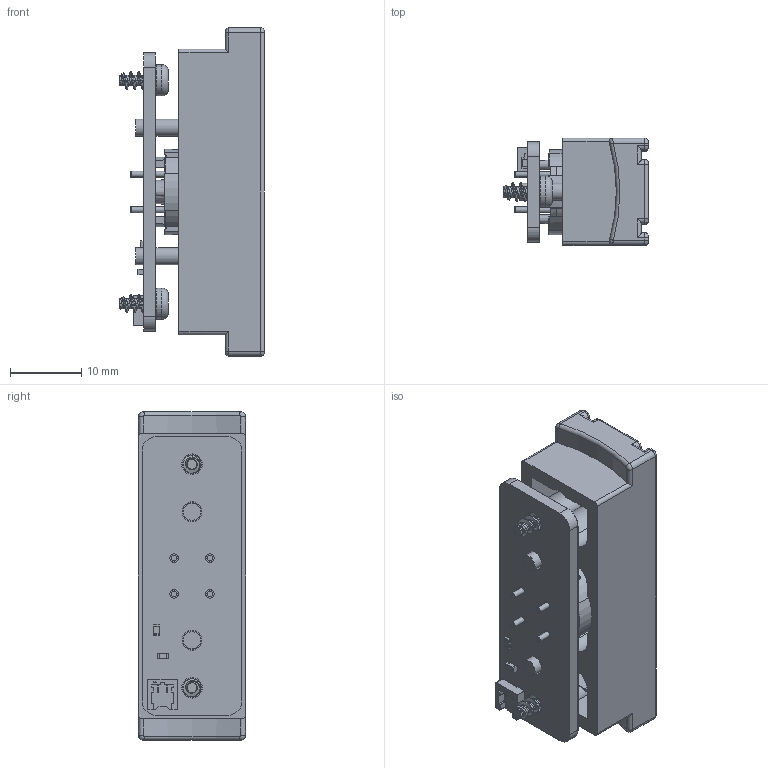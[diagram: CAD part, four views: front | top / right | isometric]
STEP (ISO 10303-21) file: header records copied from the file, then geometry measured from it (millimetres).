
FILE_DESCRIPTION(/* description */ (''),/* implementation_level */ '2;1');
FILE_NAME(/* name */ 'Power Button Cap.stp',/* time_stamp */ '2024-09-22T09:42:27-05:00',/* author */ (''),/* organization */ (''),/* preprocessor_version */ 'ST-DEVELOPER v20',/* originating_system */ 'Autodesk Translation Framework v13.20.0.188',/* authorisation */ '');
FILE_SCHEMA (('AUTOMOTIVE_DESIGN { 1 0 10303 214 3 1 1 }'));
Length unit declared in the file: millimetre
Products named in the file (18): Power Button; D6L90F1LFS; D6L90F1LFS_PART1; PCB Model; BM02B-ACHSS-GAN-ETF; Power Button Board; SW_CK_D6LxxxxLFS; D6L90F1LFS v4; C_0603_1608Metric (1); C_0603_1608Metric; R_0603_1608Metric (1); R_0603_1608Metric; JST_ACH_BM02B-ACHSS-GAN-ETF_1x02-1MP_P1.20mm_Vertical; BM02B-ACHSS-GAN-ETF v1; Power Button Board_PCB; Alignment Rod; Spacer; 99461A928_Phillips Rounded Head Thread-Forming Screws
Assembly tree (19 placements, depth 4):
  Power Button
    D6L90F1LFS
      D6L90F1LFS_PART1
    PCB Model
      BM02B-ACHSS-GAN-ETF
    Power Button Board
      SW_CK_D6LxxxxLFS
        D6L90F1LFS v4
      C_0603_1608Metric (1)
        C_0603_1608Metric
      R_0603_1608Metric (1)
        R_0603_1608Metric
      JST_ACH_BM02B-ACHSS-GAN-ETF_1x02-1MP_P1.20mm_Vertical
        BM02B-ACHSS-GAN-ETF v1
      Power Button Board_PCB
    Alignment Rod  x2
    Spacer
    99461A928_Phillips Rounded Head Thread-Forming Screws  x2
Bounding box: 20.3 x 15 x 46 mm (x, y, z)
Volume: 7861.1 mm3; surface area: 9380.3 mm2
Topology: 13 solids, 13 shells, 780 faces, 2030 edges, 1310 vertices
Faces by surface type: plane 420, cylinder 242, bspline 56, cone 48, torus 14
Full cylindrical faces by diameter (mm): 0.8 x8, 1.2 x4, 1.4 x6, 2.4 x2, 2.5 x8, 2.6 x2, 2.7 x2, 2.8 x4, 2.9 x2, 4.4 x2
Entity records: 27598 total; most frequent: CARTESIAN_POINT 8880, ORIENTED_EDGE 3796, DIRECTION 3742, EDGE_CURVE 1898, AXIS2_PLACEMENT_3D 1284, VERTEX_POINT 1221, LINE 1174, VECTOR 1174
